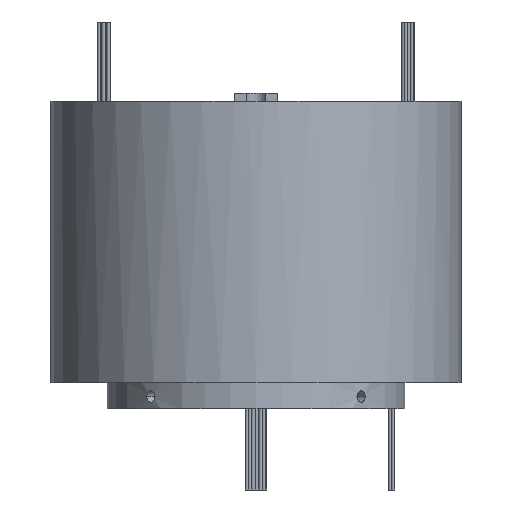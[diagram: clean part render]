
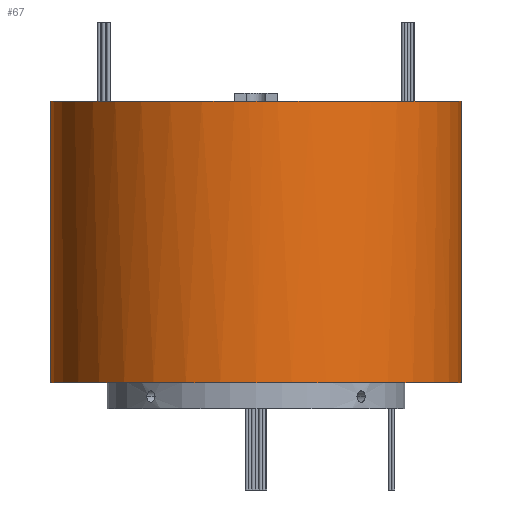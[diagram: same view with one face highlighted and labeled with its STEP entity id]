
A CAD part, front view. The second image highlights one B-rep face of the part: STEP entity #67.
In plain terms, the highlighted cylindrical face has radius 124 mm (diameter 248 mm), a partial arc.
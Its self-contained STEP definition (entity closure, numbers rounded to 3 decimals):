
#67 = ADVANCED_FACE ( 'NONE', ( #6090 ), #6092, .T. ) ;
#191 = CIRCLE ( 'NONE', #6524, 124. ) ;
#261 = EDGE_CURVE ( 'NONE', #4203, #4142, #191, .T. ) ;
#345 = ORIENTED_EDGE ( 'NONE', *, *, #261, .F. ) ;
#346 = ORIENTED_EDGE ( 'NONE', *, *, #1322, .F. ) ;
#347 = ORIENTED_EDGE ( 'NONE', *, *, #1254, .F. ) ;
#348 = ORIENTED_EDGE ( 'NONE', *, *, #5910, .F. ) ;
#350 = ORIENTED_EDGE ( 'NONE', *, *, #1315, .T. ) ;
#352 = ORIENTED_EDGE ( 'NONE', *, *, #1251, .T. ) ;
#625 = LINE ( 'NONE', #2909, #628 ) ;
#628 = VECTOR ( 'NONE', #2910, 1000. ) ;
#640 = VECTOR ( 'NONE', #2926, 1000. ) ;
#643 = LINE ( 'NONE', #2920, #640 ) ;
#1251 = EDGE_CURVE ( 'NONE', #4145, #4144, #6973, .T. ) ;
#1254 = EDGE_CURVE ( 'NONE', #4159, #4203, #6978, .T. ) ;
#1315 = EDGE_CURVE ( 'NONE', #4146, #4145, #625, .T. ) ;
#1322 = EDGE_CURVE ( 'NONE', #4142, #4144, #643, .T. ) ;
#1442 = CIRCLE ( 'NONE', #1636, 124. ) ;
#1636 = AXIS2_PLACEMENT_3D ( 'NONE', #5709, #5716, #5717 ) ;
#2020 = EDGE_LOOP ( 'NONE', ( #346, #345, #347, #348, #350, #352 ) ) ;
#2326 = AXIS2_PLACEMENT_3D ( 'NONE', #2676, #2677, #2678 ) ;
#2329 = AXIS2_PLACEMENT_3D ( 'NONE', #2684, #2685, #2686 ) ;
#2676 = CARTESIAN_POINT ( 'NONE',  ( 0., 0., 16. ) ) ;
#2677 = DIRECTION ( 'NONE',  ( 0., 0., 1. ) ) ;
#2678 = DIRECTION ( 'NONE',  ( 1., 0., 0. ) ) ;
#2684 = CARTESIAN_POINT ( 'NONE',  ( 0., 0., 186. ) ) ;
#2685 = DIRECTION ( 'NONE',  ( 0., 0., 1. ) ) ;
#2686 = DIRECTION ( 'NONE',  ( 1., 0., 0. ) ) ;
#2909 = CARTESIAN_POINT ( 'NONE',  ( -124., 0., 186. ) ) ;
#2910 = DIRECTION ( 'NONE',  ( 0., 0., -1. ) ) ;
#2920 = CARTESIAN_POINT ( 'NONE',  ( 124., 0., 186. ) ) ;
#2926 = DIRECTION ( 'NONE',  ( 0., 0., -1. ) ) ;
#4142 = VERTEX_POINT ( 'NONE', #5438 ) ;
#4144 = VERTEX_POINT ( 'NONE', #5440 ) ;
#4145 = VERTEX_POINT ( 'NONE', #5441 ) ;
#4146 = VERTEX_POINT ( 'NONE', #5442 ) ;
#4159 = VERTEX_POINT ( 'NONE', #5455 ) ;
#4203 = VERTEX_POINT ( 'NONE', #5499 ) ;
#4409 = CARTESIAN_POINT ( 'NONE',  ( 0., 0., 186. ) ) ;
#4410 = DIRECTION ( 'NONE',  ( 0., 0., -1. ) ) ;
#4413 = DIRECTION ( 'NONE',  ( -1., 0., 0. ) ) ;
#4731 = CARTESIAN_POINT ( 'NONE',  ( 0., 0., 186. ) ) ;
#4766 = DIRECTION ( 'NONE',  ( 0., 0., 1. ) ) ;
#4767 = DIRECTION ( 'NONE',  ( 1., 0., 0. ) ) ;
#5438 = CARTESIAN_POINT ( 'NONE',  ( 124., 0., 186. ) ) ;
#5440 = CARTESIAN_POINT ( 'NONE',  ( 124., 0., 16. ) ) ;
#5441 = CARTESIAN_POINT ( 'NONE',  ( -124., 0., 16. ) ) ;
#5442 = CARTESIAN_POINT ( 'NONE',  ( -124., 0., 186. ) ) ;
#5455 = CARTESIAN_POINT ( 'NONE',  ( -13., -123.317, 186. ) ) ;
#5499 = CARTESIAN_POINT ( 'NONE',  ( 13., -123.317, 186. ) ) ;
#5709 = CARTESIAN_POINT ( 'NONE',  ( 0., 0., 186. ) ) ;
#5716 = DIRECTION ( 'NONE',  ( 0., 0., 1. ) ) ;
#5717 = DIRECTION ( 'NONE',  ( 1., 0., 0. ) ) ;
#5910 = EDGE_CURVE ( 'NONE', #4146, #4159, #1442, .T. ) ;
#6090 = FACE_OUTER_BOUND ( 'NONE', #2020, .T. ) ;
#6092 = CYLINDRICAL_SURFACE ( 'NONE', #6487, 124. ) ;
#6487 = AXIS2_PLACEMENT_3D ( 'NONE', #4409, #4410, #4413 ) ;
#6524 = AXIS2_PLACEMENT_3D ( 'NONE', #4731, #4766, #4767 ) ;
#6973 = CIRCLE ( 'NONE', #2326, 124. ) ;
#6978 = CIRCLE ( 'NONE', #2329, 124. ) ;
